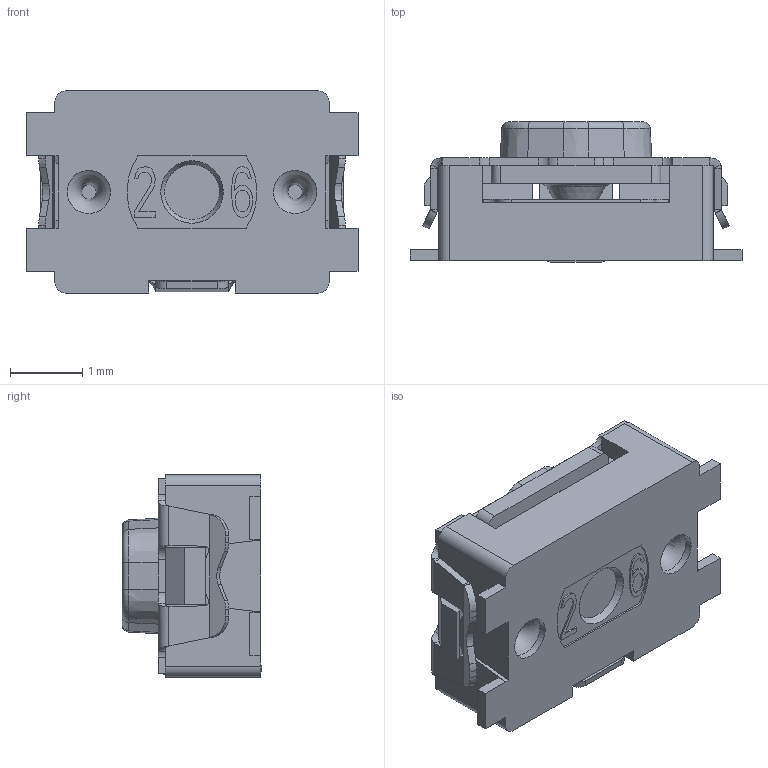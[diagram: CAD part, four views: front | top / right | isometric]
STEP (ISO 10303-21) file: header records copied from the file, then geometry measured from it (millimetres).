
FILE_DESCRIPTION(/* description */ (''),/* implementation_level */ '2;1');
FILE_NAME(/* name */ 'KMR241GLFS v4.step',/* time_stamp */ '2022-04-09T04:16:50+09:00',/* author */ (''),/* organization */ (''),/* preprocessor_version */ 'ST-DEVELOPER v18.1',/* originating_system */ 'Autodesk Translation Framework v10.14.0.1471',/* authorisation */ '');
FILE_SCHEMA (('AUTOMOTIVE_DESIGN { 1 0 10303 214 3 1 1 }'));
Length unit declared in the file: metre
Products named in the file (1): KMR241GLFS
Bounding box: 4.6 x 1.94 x 2.8 mm (x, y, z)
Volume: 14 mm3; surface area: 78.2 mm2
Topology: 1 solids, 1 shells, 376 faces, 1060 edges, 684 vertices
Faces by surface type: plane 253, cylinder 88, bspline 18, torus 9, cone 8
Full cylindrical faces by diameter (mm): 0.6 x2
Entity records: 13631 total; most frequent: CARTESIAN_POINT 3661, ORIENTED_EDGE 2112, DIRECTION 1909, EDGE_CURVE 1056, LINE 821, VECTOR 821, VERTEX_POINT 684, AXIS2_PLACEMENT_3D 544
